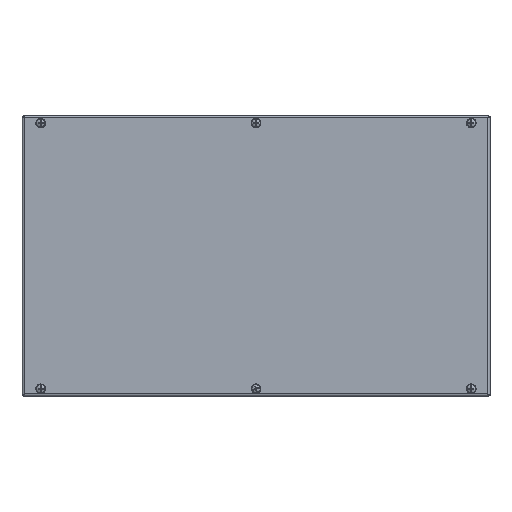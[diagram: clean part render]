
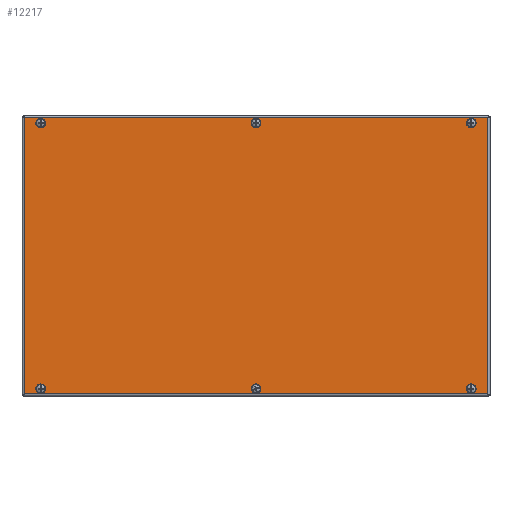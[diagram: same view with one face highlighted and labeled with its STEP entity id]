
A CAD part, top view. The second image highlights one B-rep face of the part: STEP entity #12217.
In plain terms, the highlighted face is planar.
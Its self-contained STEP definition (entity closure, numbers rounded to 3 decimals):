
#12217 = ADVANCED_FACE('',(#12218,#12229,#12240,#12251,#12262,#12273,
    #12284),#12318,.F.);
#12218 = FACE_BOUND('',#12219,.T.);
#12219 = EDGE_LOOP('',(#12220));
#12220 = ORIENTED_EDGE('',*,*,#12221,.F.);
#12221 = EDGE_CURVE('',#12222,#12222,#12224,.T.);
#12222 = VERTEX_POINT('',#12223);
#12223 = CARTESIAN_POINT('',(-4.,-142.,0.));
#12224 = CIRCLE('',#12225,4.);
#12225 = AXIS2_PLACEMENT_3D('',#12226,#12227,#12228);
#12226 = CARTESIAN_POINT('',(0.,-142.,0.));
#12227 = DIRECTION('',(0.,0.,-1.));
#12228 = DIRECTION('',(-1.,0.,0.));
#12229 = FACE_BOUND('',#12230,.T.);
#12230 = EDGE_LOOP('',(#12231));
#12231 = ORIENTED_EDGE('',*,*,#12232,.F.);
#12232 = EDGE_CURVE('',#12233,#12233,#12235,.T.);
#12233 = VERTEX_POINT('',#12234);
#12234 = CARTESIAN_POINT('',(-4.,142.,0.));
#12235 = CIRCLE('',#12236,4.);
#12236 = AXIS2_PLACEMENT_3D('',#12237,#12238,#12239);
#12237 = CARTESIAN_POINT('',(0.,142.,0.));
#12238 = DIRECTION('',(0.,0.,-1.));
#12239 = DIRECTION('',(-1.,0.,0.));
#12240 = FACE_BOUND('',#12241,.T.);
#12241 = EDGE_LOOP('',(#12242));
#12242 = ORIENTED_EDGE('',*,*,#12243,.F.);
#12243 = EDGE_CURVE('',#12244,#12244,#12246,.T.);
#12244 = VERTEX_POINT('',#12245);
#12245 = CARTESIAN_POINT('',(234.,-142.,-0.));
#12246 = CIRCLE('',#12247,4.);
#12247 = AXIS2_PLACEMENT_3D('',#12248,#12249,#12250);
#12248 = CARTESIAN_POINT('',(230.,-142.,-0.));
#12249 = DIRECTION('',(0.,0.,-1.));
#12250 = DIRECTION('',(1.,0.,0.));
#12251 = FACE_BOUND('',#12252,.T.);
#12252 = EDGE_LOOP('',(#12253));
#12253 = ORIENTED_EDGE('',*,*,#12254,.F.);
#12254 = EDGE_CURVE('',#12255,#12255,#12257,.T.);
#12255 = VERTEX_POINT('',#12256);
#12256 = CARTESIAN_POINT('',(-234.,-142.,0.));
#12257 = CIRCLE('',#12258,4.);
#12258 = AXIS2_PLACEMENT_3D('',#12259,#12260,#12261);
#12259 = CARTESIAN_POINT('',(-230.,-142.,0.));
#12260 = DIRECTION('',(0.,0.,-1.));
#12261 = DIRECTION('',(-1.,0.,0.));
#12262 = FACE_BOUND('',#12263,.T.);
#12263 = EDGE_LOOP('',(#12264));
#12264 = ORIENTED_EDGE('',*,*,#12265,.F.);
#12265 = EDGE_CURVE('',#12266,#12266,#12268,.T.);
#12266 = VERTEX_POINT('',#12267);
#12267 = CARTESIAN_POINT('',(-226.,142.,0.));
#12268 = CIRCLE('',#12269,4.);
#12269 = AXIS2_PLACEMENT_3D('',#12270,#12271,#12272);
#12270 = CARTESIAN_POINT('',(-230.,142.,0.));
#12271 = DIRECTION('',(0.,0.,-1.));
#12272 = DIRECTION('',(1.,0.,0.));
#12273 = FACE_BOUND('',#12274,.T.);
#12274 = EDGE_LOOP('',(#12275));
#12275 = ORIENTED_EDGE('',*,*,#12276,.F.);
#12276 = EDGE_CURVE('',#12277,#12277,#12279,.T.);
#12277 = VERTEX_POINT('',#12278);
#12278 = CARTESIAN_POINT('',(226.,142.,0.));
#12279 = CIRCLE('',#12280,4.);
#12280 = AXIS2_PLACEMENT_3D('',#12281,#12282,#12283);
#12281 = CARTESIAN_POINT('',(230.,142.,0.));
#12282 = DIRECTION('',(0.,0.,-1.));
#12283 = DIRECTION('',(-1.,0.,0.));
#12284 = FACE_BOUND('',#12285,.T.);
#12285 = EDGE_LOOP('',(#12286,#12296,#12304,#12312));
#12286 = ORIENTED_EDGE('',*,*,#12287,.T.);
#12287 = EDGE_CURVE('',#12288,#12290,#12292,.T.);
#12288 = VERTEX_POINT('',#12289);
#12289 = CARTESIAN_POINT('',(247.5,-147.5,0.));
#12290 = VERTEX_POINT('',#12291);
#12291 = CARTESIAN_POINT('',(-247.5,-147.5,0.));
#12292 = LINE('',#12293,#12294);
#12293 = CARTESIAN_POINT('',(248.743,-147.5,0.)
  );
#12294 = VECTOR('',#12295,1.);
#12295 = DIRECTION('',(-1.,0.,0.));
#12296 = ORIENTED_EDGE('',*,*,#12297,.T.);
#12297 = EDGE_CURVE('',#12290,#12298,#12300,.T.);
#12298 = VERTEX_POINT('',#12299);
#12299 = CARTESIAN_POINT('',(-247.5,147.5,0.));
#12300 = LINE('',#12301,#12302);
#12301 = CARTESIAN_POINT('',(-247.5,-148.743,0.)
  );
#12302 = VECTOR('',#12303,1.);
#12303 = DIRECTION('',(-0.,1.,-0.));
#12304 = ORIENTED_EDGE('',*,*,#12305,.T.);
#12305 = EDGE_CURVE('',#12298,#12306,#12308,.T.);
#12306 = VERTEX_POINT('',#12307);
#12307 = CARTESIAN_POINT('',(247.5,147.5,0.));
#12308 = LINE('',#12309,#12310);
#12309 = CARTESIAN_POINT('',(-248.743,147.5,0.)
  );
#12310 = VECTOR('',#12311,1.);
#12311 = DIRECTION('',(1.,0.,0.));
#12312 = ORIENTED_EDGE('',*,*,#12313,.T.);
#12313 = EDGE_CURVE('',#12306,#12288,#12314,.T.);
#12314 = LINE('',#12315,#12316);
#12315 = CARTESIAN_POINT('',(247.5,148.743,0.)
  );
#12316 = VECTOR('',#12317,1.);
#12317 = DIRECTION('',(-0.,-1.,-0.));
#12318 = PLANE('',#12319);
#12319 = AXIS2_PLACEMENT_3D('',#12320,#12321,#12322);
#12320 = CARTESIAN_POINT('',(-250.,150.,0.));
#12321 = DIRECTION('',(0.,-0.,1.));
#12322 = DIRECTION('',(1.,0.,0.));
